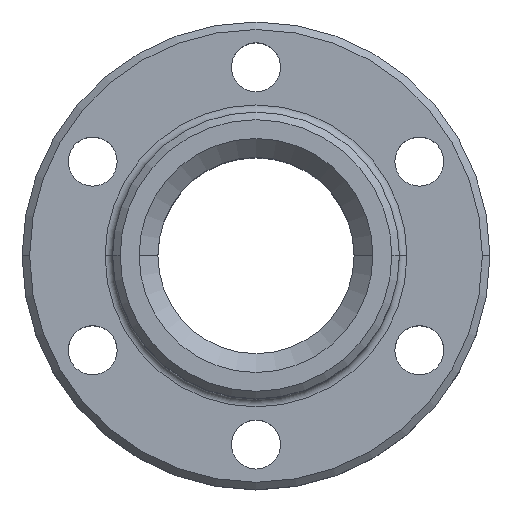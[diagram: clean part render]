
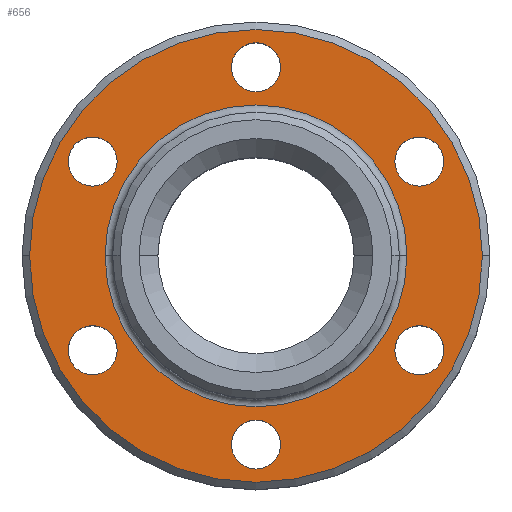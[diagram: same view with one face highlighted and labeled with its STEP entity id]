
A CAD part, top view. The second image highlights one B-rep face of the part: STEP entity #656.
In plain terms, the highlighted planar face has unit normal (0, 0, 1).
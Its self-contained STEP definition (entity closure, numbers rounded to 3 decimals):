
#4 = ORIENTED_EDGE ( 'NONE', *, *, #849, .F. ) ;
#5 = AXIS2_PLACEMENT_3D ( 'NONE', #985, #432, #752 ) ;
#6 = CIRCLE ( 'NONE', #462, 3.25 ) ;
#7 = VERTEX_POINT ( 'NONE', #742 ) ;
#9 = CARTESIAN_POINT ( 'NONE',  ( 24.901, 12.5, 14. ) ) ;
#27 = ORIENTED_EDGE ( 'NONE', *, *, #978, .F. ) ;
#33 = AXIS2_PLACEMENT_3D ( 'NONE', #850, #844, #996 ) ;
#49 = DIRECTION ( 'NONE',  ( 1., 0., 0. ) ) ;
#55 = PLANE ( 'NONE',  #249 ) ;
#56 = AXIS2_PLACEMENT_3D ( 'NONE', #280, #995, #368 ) ;
#65 = EDGE_LOOP ( 'NONE', ( #988, #599 ) ) ;
#73 = CIRCLE ( 'NONE', #565, 20. ) ;
#91 = DIRECTION ( 'NONE',  ( 0., 0., 1. ) ) ;
#95 = EDGE_CURVE ( 'NONE', #976, #282, #786, .T. ) ;
#102 = VERTEX_POINT ( 'NONE', #408 ) ;
#114 = DIRECTION ( 'NONE',  ( 0., 0., -1. ) ) ;
#117 = EDGE_LOOP ( 'NONE', ( #245, #347 ) ) ;
#119 = CARTESIAN_POINT ( 'NONE',  ( 21.651, -12.5, 14. ) ) ;
#122 = DIRECTION ( 'NONE',  ( 0., 0., 1. ) ) ;
#123 = CIRCLE ( 'NONE', #635, 3.25 ) ;
#131 = FACE_BOUND ( 'NONE', #184, .T. ) ;
#136 = EDGE_CURVE ( 'NONE', #102, #593, #404, .T. ) ;
#141 = EDGE_CURVE ( 'NONE', #472, #713, #818, .T. ) ;
#149 = EDGE_CURVE ( 'NONE', #593, #102, #375, .T. ) ;
#156 = CARTESIAN_POINT ( 'NONE',  ( -20., 0., 14. ) ) ;
#158 = VERTEX_POINT ( 'NONE', #350 ) ;
#162 = ORIENTED_EDGE ( 'NONE', *, *, #95, .F. ) ;
#163 = CARTESIAN_POINT ( 'NONE',  ( -24.901, -12.5, 14. ) ) ;
#168 = VERTEX_POINT ( 'NONE', #918 ) ;
#172 = ORIENTED_EDGE ( 'NONE', *, *, #357, .F. ) ;
#173 = CARTESIAN_POINT ( 'NONE',  ( 21.651, -12.5, 14. ) ) ;
#184 = EDGE_LOOP ( 'NONE', ( #541, #162 ) ) ;
#225 = CARTESIAN_POINT ( 'NONE',  ( 0., -25., 14. ) ) ;
#227 = DIRECTION ( 'NONE',  ( 0., 0., 1. ) ) ;
#245 = ORIENTED_EDGE ( 'NONE', *, *, #269, .T. ) ;
#249 = AXIS2_PLACEMENT_3D ( 'NONE', #755, #768, #49 ) ;
#266 = AXIS2_PLACEMENT_3D ( 'NONE', #173, #415, #733 ) ;
#269 = EDGE_CURVE ( 'NONE', #503, #424, #499, .T. ) ;
#278 = AXIS2_PLACEMENT_3D ( 'NONE', #980, #358, #608 ) ;
#279 = CARTESIAN_POINT ( 'NONE',  ( 18.401, 12.5, 14. ) ) ;
#280 = CARTESIAN_POINT ( 'NONE',  ( 0., 0., 14. ) ) ;
#282 = VERTEX_POINT ( 'NONE', #438 ) ;
#296 = DIRECTION ( 'NONE',  ( 1., 0., 0. ) ) ;
#298 = VERTEX_POINT ( 'NONE', #376 ) ;
#302 = DIRECTION ( 'NONE',  ( 1., 0., 0. ) ) ;
#312 = CARTESIAN_POINT ( 'NONE',  ( 18.401, -12.5, 14. ) ) ;
#324 = DIRECTION ( 'NONE',  ( 1., 0., 0. ) ) ;
#333 = AXIS2_PLACEMENT_3D ( 'NONE', #412, #575, #642 ) ;
#347 = ORIENTED_EDGE ( 'NONE', *, *, #631, .T. ) ;
#350 = CARTESIAN_POINT ( 'NONE',  ( -3.25, -25., 14. ) ) ;
#357 = EDGE_CURVE ( 'NONE', #7, #443, #785, .T. ) ;
#358 = DIRECTION ( 'NONE',  ( 0., 0., 1. ) ) ;
#360 = FACE_OUTER_BOUND ( 'NONE', #65, .T. ) ;
#361 = CARTESIAN_POINT ( 'NONE',  ( 21.651, 12.5, 14. ) ) ;
#368 = DIRECTION ( 'NONE',  ( 1., 0., 0. ) ) ;
#374 = FACE_BOUND ( 'NONE', #577, .T. ) ;
#375 = CIRCLE ( 'NONE', #56, 30. ) ;
#376 = CARTESIAN_POINT ( 'NONE',  ( 24.901, -12.5, 14. ) ) ;
#402 = EDGE_CURVE ( 'NONE', #713, #472, #6, .T. ) ;
#404 = CIRCLE ( 'NONE', #597, 30. ) ;
#408 = CARTESIAN_POINT ( 'NONE',  ( -30., 0., 14. ) ) ;
#412 = CARTESIAN_POINT ( 'NONE',  ( -21.651, 12.5, 14. ) ) ;
#414 = ORIENTED_EDGE ( 'NONE', *, *, #986, .F. ) ;
#415 = DIRECTION ( 'NONE',  ( 0., 0., 1. ) ) ;
#424 = VERTEX_POINT ( 'NONE', #156 ) ;
#425 = EDGE_CURVE ( 'NONE', #168, #865, #123, .T. ) ;
#430 = EDGE_CURVE ( 'NONE', #865, #168, #815, .T. ) ;
#432 = DIRECTION ( 'NONE',  ( 0., 0., -1. ) ) ;
#438 = CARTESIAN_POINT ( 'NONE',  ( -18.401, 12.5, 14. ) ) ;
#441 = DIRECTION ( 'NONE',  ( 1., 0., 0. ) ) ;
#443 = VERTEX_POINT ( 'NONE', #163 ) ;
#444 = FACE_BOUND ( 'NONE', #803, .T. ) ;
#446 = ORIENTED_EDGE ( 'NONE', *, *, #425, .F. ) ;
#462 = AXIS2_PLACEMENT_3D ( 'NONE', #637, #91, #479 ) ;
#468 = VERTEX_POINT ( 'NONE', #312 ) ;
#472 = VERTEX_POINT ( 'NONE', #9 ) ;
#479 = DIRECTION ( 'NONE',  ( 1., 0., 0. ) ) ;
#499 = CIRCLE ( 'NONE', #5, 20. ) ;
#503 = VERTEX_POINT ( 'NONE', #651 ) ;
#526 = CARTESIAN_POINT ( 'NONE',  ( -24.901, 12.5, 14. ) ) ;
#529 = DIRECTION ( 'NONE',  ( 0., 0., 1. ) ) ;
#541 = ORIENTED_EDGE ( 'NONE', *, *, #674, .F. ) ;
#542 = DIRECTION ( 'NONE',  ( 0., 0., 1. ) ) ;
#547 = VERTEX_POINT ( 'NONE', #969 ) ;
#550 = AXIS2_PLACEMENT_3D ( 'NONE', #796, #227, #949 ) ;
#560 = DIRECTION ( 'NONE',  ( 0., 0., 1. ) ) ;
#565 = AXIS2_PLACEMENT_3D ( 'NONE', #666, #114, #324 ) ;
#573 = CIRCLE ( 'NONE', #591, 3.25 ) ;
#575 = DIRECTION ( 'NONE',  ( 0., 0., 1. ) ) ;
#577 = EDGE_LOOP ( 'NONE', ( #172, #27 ) ) ;
#582 = CIRCLE ( 'NONE', #753, 3.25 ) ;
#591 = AXIS2_PLACEMENT_3D ( 'NONE', #225, #542, #866 ) ;
#593 = VERTEX_POINT ( 'NONE', #722 ) ;
#594 = EDGE_CURVE ( 'NONE', #298, #468, #1017, .T. ) ;
#596 = CARTESIAN_POINT ( 'NONE',  ( 0., 0., 14. ) ) ;
#597 = AXIS2_PLACEMENT_3D ( 'NONE', #596, #122, #823 ) ;
#599 = ORIENTED_EDGE ( 'NONE', *, *, #149, .T. ) ;
#608 = DIRECTION ( 'NONE',  ( 1., 0., 0. ) ) ;
#609 = ORIENTED_EDGE ( 'NONE', *, *, #141, .F. ) ;
#610 = FACE_BOUND ( 'NONE', #695, .T. ) ;
#631 = EDGE_CURVE ( 'NONE', #424, #503, #73, .T. ) ;
#635 = AXIS2_PLACEMENT_3D ( 'NONE', #711, #867, #302 ) ;
#637 = CARTESIAN_POINT ( 'NONE',  ( 21.651, 12.5, 14. ) ) ;
#642 = DIRECTION ( 'NONE',  ( 1., 0., 0. ) ) ;
#650 = ORIENTED_EDGE ( 'NONE', *, *, #402, .F. ) ;
#651 = CARTESIAN_POINT ( 'NONE',  ( 20., 0., 14. ) ) ;
#656 = ADVANCED_FACE ( 'NONE', ( #846, #360, #1008, #374, #131, #672, #610, #444 ), #55, .T. ) ;
#661 = EDGE_CURVE ( 'NONE', #468, #298, #582, .T. ) ;
#666 = CARTESIAN_POINT ( 'NONE',  ( 0., 0., 14. ) ) ;
#672 = FACE_BOUND ( 'NONE', #1018, .T. ) ;
#674 = EDGE_CURVE ( 'NONE', #282, #976, #816, .T. ) ;
#676 = DIRECTION ( 'NONE',  ( 1., 0., 0. ) ) ;
#677 = DIRECTION ( 'NONE',  ( 0., 0., 1. ) ) ;
#688 = DIRECTION ( 'NONE',  ( 0., 0., 1. ) ) ;
#695 = EDGE_LOOP ( 'NONE', ( #609, #650 ) ) ;
#707 = EDGE_LOOP ( 'NONE', ( #4, #414 ) ) ;
#708 = ORIENTED_EDGE ( 'NONE', *, *, #594, .F. ) ;
#711 = CARTESIAN_POINT ( 'NONE',  ( 0., 25., 14. ) ) ;
#713 = VERTEX_POINT ( 'NONE', #279 ) ;
#722 = CARTESIAN_POINT ( 'NONE',  ( 30., 0., 14. ) ) ;
#733 = DIRECTION ( 'NONE',  ( 1., 0., 0. ) ) ;
#734 = AXIS2_PLACEMENT_3D ( 'NONE', #876, #560, #880 ) ;
#739 = CARTESIAN_POINT ( 'NONE',  ( 3.25, 25., 14. ) ) ;
#742 = CARTESIAN_POINT ( 'NONE',  ( -18.401, -12.5, 14. ) ) ;
#752 = DIRECTION ( 'NONE',  ( 1., 0., 0. ) ) ;
#753 = AXIS2_PLACEMENT_3D ( 'NONE', #119, #688, #296 ) ;
#755 = CARTESIAN_POINT ( 'NONE',  ( 0., 31., 14. ) ) ;
#768 = DIRECTION ( 'NONE',  ( 0., 0., 1. ) ) ;
#772 = ORIENTED_EDGE ( 'NONE', *, *, #430, .F. ) ;
#785 = CIRCLE ( 'NONE', #550, 3.25 ) ;
#786 = CIRCLE ( 'NONE', #333, 3.25 ) ;
#796 = CARTESIAN_POINT ( 'NONE',  ( -21.651, -12.5, 14. ) ) ;
#803 = EDGE_LOOP ( 'NONE', ( #708, #825 ) ) ;
#815 = CIRCLE ( 'NONE', #734, 3.25 ) ;
#816 = CIRCLE ( 'NONE', #952, 3.25 ) ;
#818 = CIRCLE ( 'NONE', #982, 3.25 ) ;
#823 = DIRECTION ( 'NONE',  ( 1., 0., 0. ) ) ;
#825 = ORIENTED_EDGE ( 'NONE', *, *, #661, .F. ) ;
#844 = DIRECTION ( 'NONE',  ( 0., 0., 1. ) ) ;
#846 = FACE_BOUND ( 'NONE', #117, .T. ) ;
#849 = EDGE_CURVE ( 'NONE', #547, #158, #573, .T. ) ;
#850 = CARTESIAN_POINT ( 'NONE',  ( 0., -25., 14. ) ) ;
#865 = VERTEX_POINT ( 'NONE', #739 ) ;
#866 = DIRECTION ( 'NONE',  ( 1., 0., 0. ) ) ;
#867 = DIRECTION ( 'NONE',  ( 0., 0., 1. ) ) ;
#876 = CARTESIAN_POINT ( 'NONE',  ( 0., 25., 14. ) ) ;
#880 = DIRECTION ( 'NONE',  ( 1., 0., 0. ) ) ;
#918 = CARTESIAN_POINT ( 'NONE',  ( -3.25, 25., 14. ) ) ;
#929 = CIRCLE ( 'NONE', #33, 3.25 ) ;
#949 = DIRECTION ( 'NONE',  ( 1., 0., 0. ) ) ;
#952 = AXIS2_PLACEMENT_3D ( 'NONE', #1006, #529, #676 ) ;
#969 = CARTESIAN_POINT ( 'NONE',  ( 3.25, -25., 14. ) ) ;
#976 = VERTEX_POINT ( 'NONE', #526 ) ;
#978 = EDGE_CURVE ( 'NONE', #443, #7, #994, .T. ) ;
#980 = CARTESIAN_POINT ( 'NONE',  ( -21.651, -12.5, 14. ) ) ;
#982 = AXIS2_PLACEMENT_3D ( 'NONE', #361, #677, #441 ) ;
#985 = CARTESIAN_POINT ( 'NONE',  ( 0., 0., 14. ) ) ;
#986 = EDGE_CURVE ( 'NONE', #158, #547, #929, .T. ) ;
#988 = ORIENTED_EDGE ( 'NONE', *, *, #136, .T. ) ;
#994 = CIRCLE ( 'NONE', #278, 3.25 ) ;
#995 = DIRECTION ( 'NONE',  ( 0., 0., 1. ) ) ;
#996 = DIRECTION ( 'NONE',  ( 1., 0., 0. ) ) ;
#1006 = CARTESIAN_POINT ( 'NONE',  ( -21.651, 12.5, 14. ) ) ;
#1008 = FACE_BOUND ( 'NONE', #707, .T. ) ;
#1017 = CIRCLE ( 'NONE', #266, 3.25 ) ;
#1018 = EDGE_LOOP ( 'NONE', ( #772, #446 ) ) ;
